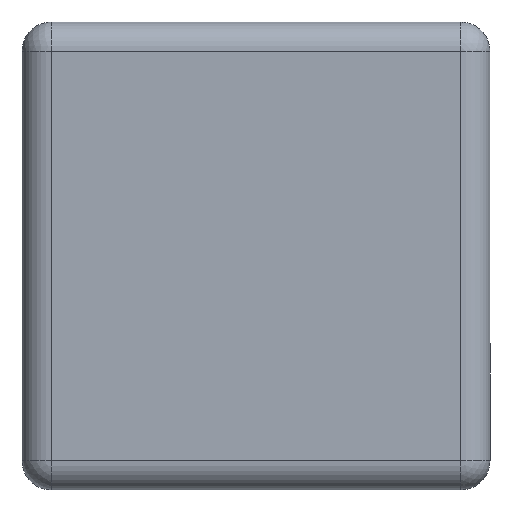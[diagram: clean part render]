
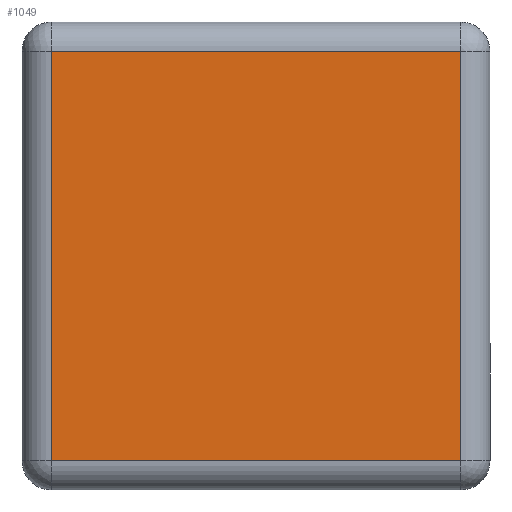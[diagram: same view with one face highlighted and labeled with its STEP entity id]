
A CAD part, left-side view. The second image highlights one B-rep face of the part: STEP entity #1049.
In plain terms, the highlighted planar face has unit normal (-1, 0, 0).
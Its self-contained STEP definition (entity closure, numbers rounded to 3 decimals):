
#37=PLANE('',#1166);
#80=LINE('',#1692,#185);
#84=LINE('',#1698,#189);
#89=LINE('',#1705,#194);
#95=LINE('',#1714,#200);
#185=VECTOR('',#1327,10.);
#189=VECTOR('',#1335,10.);
#194=VECTOR('',#1344,10.);
#200=VECTOR('',#1356,10.);
#333=FACE_OUTER_BOUND('',#403,.T.);
#403=EDGE_LOOP('',(#847,#848,#849,#850));
#510=VERTEX_POINT('',#1653);
#514=VERTEX_POINT('',#1667);
#518=VERTEX_POINT('',#1678);
#521=VERTEX_POINT('',#1685);
#621=EDGE_CURVE('',#521,#514,#80,.T.);
#625=EDGE_CURVE('',#518,#521,#84,.T.);
#630=EDGE_CURVE('',#510,#518,#89,.T.);
#636=EDGE_CURVE('',#514,#510,#95,.T.);
#847=ORIENTED_EDGE('',*,*,#621,.F.);
#848=ORIENTED_EDGE('',*,*,#625,.F.);
#849=ORIENTED_EDGE('',*,*,#630,.F.);
#850=ORIENTED_EDGE('',*,*,#636,.F.);
#1049=ADVANCED_FACE('',(#333),#37,.T.);
#1166=AXIS2_PLACEMENT_3D('',#1743,#1386,#1387);
#1327=DIRECTION('',(0.,1.,0.));
#1335=DIRECTION('',(0.,0.,-1.));
#1344=DIRECTION('',(0.,-1.,0.));
#1356=DIRECTION('',(0.,0.,1.));
#1386=DIRECTION('center_axis',(-1.,0.,0.));
#1387=DIRECTION('ref_axis',(0.,-1.,0.));
#1653=CARTESIAN_POINT('',(0.,15.,15.));
#1667=CARTESIAN_POINT('',(0.,15.,1.));
#1678=CARTESIAN_POINT('',(0.,1.,15.));
#1685=CARTESIAN_POINT('',(0.,1.,1.));
#1692=CARTESIAN_POINT('',(0.,12.,1.));
#1698=CARTESIAN_POINT('',(0.,1.,0.));
#1705=CARTESIAN_POINT('',(0.,12.,15.));
#1714=CARTESIAN_POINT('',(0.,15.,0.));
#1743=CARTESIAN_POINT('Origin',(0.,16.,0.));
